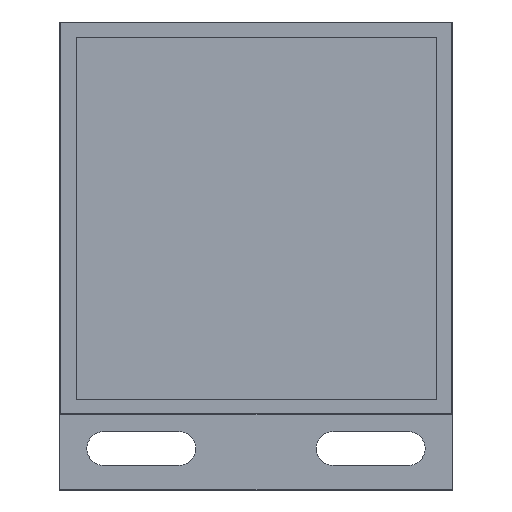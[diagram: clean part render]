
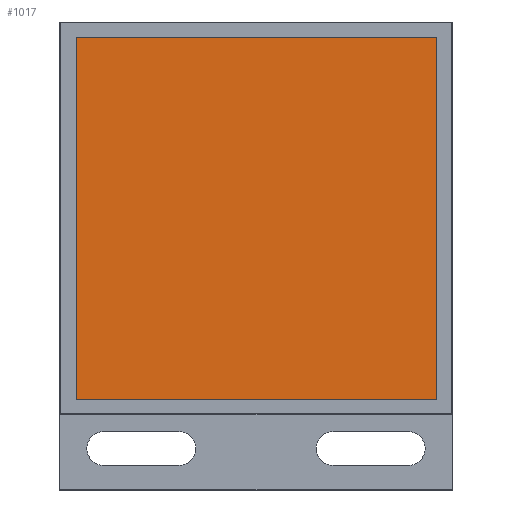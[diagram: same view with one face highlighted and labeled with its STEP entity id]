
A CAD part, top view. The second image highlights one B-rep face of the part: STEP entity #1017.
In plain terms, the highlighted planar face has unit normal (0, 0, 1).
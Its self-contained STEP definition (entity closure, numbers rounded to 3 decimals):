
#269=DIRECTION('',(0.,-1.,0.));
#270=VECTOR('',#269,47.15);
#271=CARTESIAN_POINT('',(22.624,25.389,6.225));
#272=LINE('',#271,#270);
#273=DIRECTION('',(-1.,0.,0.));
#274=VECTOR('',#273,46.995);
#275=CARTESIAN_POINT('',(22.624,-21.761,6.225));
#276=LINE('',#275,#274);
#277=DIRECTION('',(0.,1.,0.));
#278=VECTOR('',#277,47.15);
#279=CARTESIAN_POINT('',(-24.371,-21.761,6.225));
#280=LINE('',#279,#278);
#281=DIRECTION('',(1.,0.,0.));
#282=VECTOR('',#281,46.995);
#283=CARTESIAN_POINT('',(-24.371,25.389,6.225));
#284=LINE('',#283,#282);
#361=CARTESIAN_POINT('',(22.624,-21.761,6.225));
#362=VERTEX_POINT('',#361);
#363=CARTESIAN_POINT('',(22.624,25.389,6.225));
#364=VERTEX_POINT('',#363);
#365=CARTESIAN_POINT('',(-24.371,-21.761,6.225));
#366=VERTEX_POINT('',#365);
#367=CARTESIAN_POINT('',(-24.371,25.389,6.225));
#368=VERTEX_POINT('',#367);
#1006=CARTESIAN_POINT('',(-0.873,1.814,6.225));
#1007=DIRECTION('',(0.,0.,1.));
#1008=DIRECTION('',(1.,0.,0.));
#1009=AXIS2_PLACEMENT_3D('',#1006,#1007,#1008);
#1010=PLANE('',#1009);
#1011=ORIENTED_EDGE('',*,*,#937,.T.);
#1012=ORIENTED_EDGE('',*,*,#962,.T.);
#1013=ORIENTED_EDGE('',*,*,#987,.T.);
#1014=ORIENTED_EDGE('',*,*,#910,.T.);
#1015=EDGE_LOOP('',(#1011,#1012,#1013,#1014));
#1016=FACE_OUTER_BOUND('',#1015,.F.);
#1017=ADVANCED_FACE('',(#1016),#1010,.T.);
#910=EDGE_CURVE('',#368,#364,#284,.T.);
#937=EDGE_CURVE('',#364,#362,#272,.T.);
#962=EDGE_CURVE('',#362,#366,#276,.T.);
#987=EDGE_CURVE('',#366,#368,#280,.T.);
